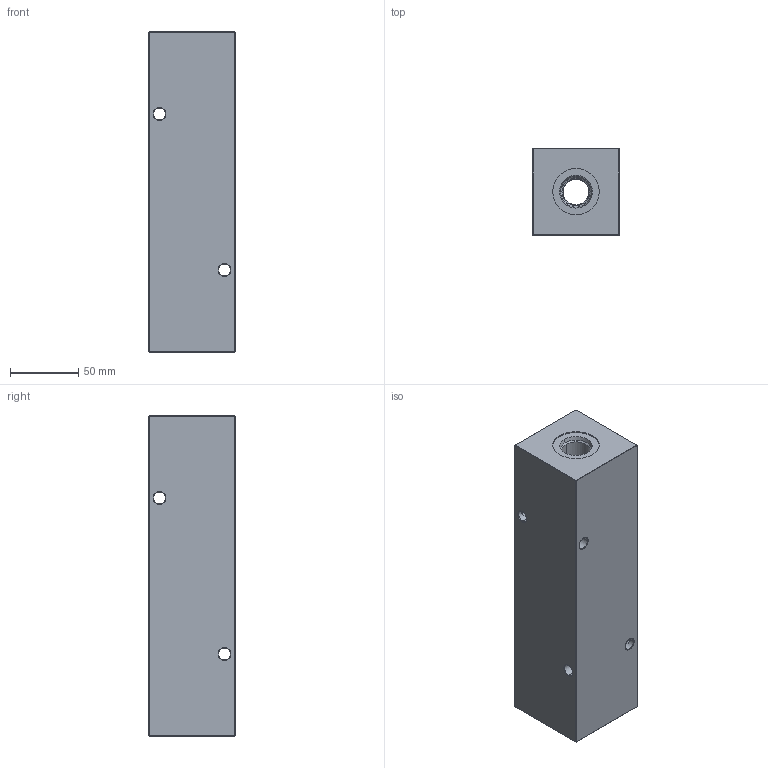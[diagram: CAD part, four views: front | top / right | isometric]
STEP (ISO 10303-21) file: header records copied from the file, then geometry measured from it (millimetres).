
FILE_DESCRIPTION (( 'STEP AP203' ), '1' );
FILE_NAME ('HM-4-90-S-10-8.STEP', '2020-11-09T22:26:21', ( '' ), ( '' ), 'SwSTEP 2.0', 'SolidWorks 2019', '' );
FILE_SCHEMA (( 'CONFIG_CONTROL_DESIGN' ));
Length unit declared in the file: inch
Products named in the file (1): HM-4-90-S-10-8
Bounding box: 63.5 x 63.5 x 234.95 mm (x, y, z)
Volume: 814995 mm3; surface area: 93817.5 mm2
Topology: 1 solids, 1 shells, 600 faces, 1530 edges, 978 vertices
Faces by surface type: plane 247, bspline 203, cone 76, cylinder 74
Entity records: 28541 total; most frequent: CARTESIAN_POINT 15304, ORIENTED_EDGE 3060, DIRECTION 2054, EDGE_CURVE 1530, VERTEX_POINT 978, VECTOR 894, LINE 894, EDGE_LOOP 676
